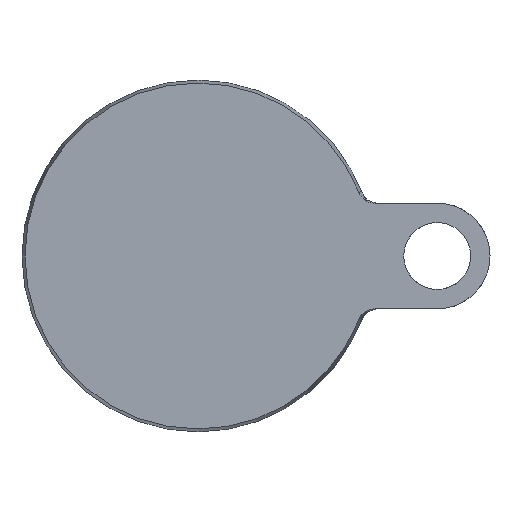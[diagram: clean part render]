
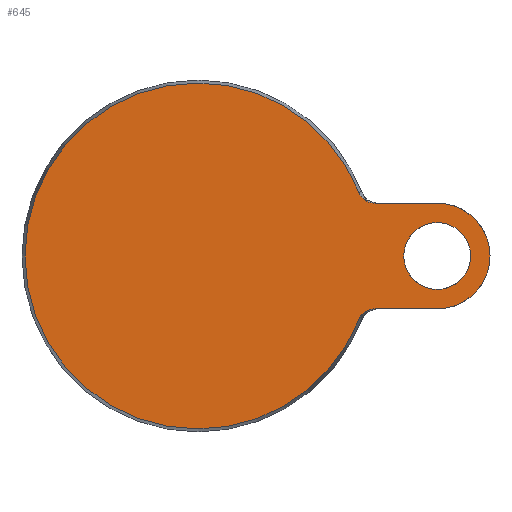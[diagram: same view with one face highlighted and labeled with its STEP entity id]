
A CAD part, front view. The second image highlights one B-rep face of the part: STEP entity #645.
In plain terms, the highlighted planar face has unit normal (0, -1, 0).
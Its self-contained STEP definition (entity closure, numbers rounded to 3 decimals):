
#10 = VERTEX_POINT ( 'NONE', #887 ) ;
#13 = VERTEX_POINT ( 'NONE', #85 ) ;
#19 = ORIENTED_EDGE ( 'NONE', *, *, #989, .T. ) ;
#27 = VERTEX_POINT ( 'NONE', #797 ) ;
#45 = EDGE_CURVE ( 'NONE', #1005, #293, #997, .T. ) ;
#47 = CARTESIAN_POINT ( 'NONE',  ( 49.116, 0., -15.149 ) ) ;
#54 = VERTEX_POINT ( 'NONE', #722 ) ;
#85 = CARTESIAN_POINT ( 'NONE',  ( 68., 0., 15. ) ) ;
#102 = VERTEX_POINT ( 'NONE', #445 ) ;
#128 = CARTESIAN_POINT ( 'NONE',  ( 47.314, 0., -16.005 ) ) ;
#147 = ORIENTED_EDGE ( 'NONE', *, *, #878, .T. ) ;
#157 = CARTESIAN_POINT ( 'NONE',  ( 0., 0., 49.143 ) ) ;
#173 = DIRECTION ( 'NONE',  ( 0., 1., 0. ) ) ;
#179 = DIRECTION ( 'NONE',  ( 0., 0., -1. ) ) ;
#204 = FACE_BOUND ( 'NONE', #229, .T. ) ;
#224 = CARTESIAN_POINT ( 'NONE',  ( 45.848, 0., -17.699 ) ) ;
#226 = CARTESIAN_POINT ( 'NONE',  ( 45.66, 0., 18.169 ) ) ;
#229 = EDGE_LOOP ( 'NONE', ( #19, #303 ) ) ;
#231 = CARTESIAN_POINT ( 'NONE',  ( 46.575, 0., -16.681 ) ) ;
#235 = ORIENTED_EDGE ( 'NONE', *, *, #522, .T. ) ;
#244 = CARTESIAN_POINT ( 'NONE',  ( 47.118, 0., -16.16 ) ) ;
#246 = AXIS2_PLACEMENT_3D ( 'NONE', #504, #945, #865 ) ;
#249 = B_SPLINE_CURVE_WITH_KNOTS ( 'NONE', 3,
 ( #1048, #224, #424, #231, #940, #244, #128, #595, #1035, #675, #1153, #47, #690, #480, #853, #588 ),
 .UNSPECIFIED., .F., .F.,
 ( 4, 2, 2, 2, 2, 2, 2, 4 ),
 ( 0., 0.001, 0.002, 0.003, 0.004, 0.004, 0.005, 0.006 ),
 .UNSPECIFIED. ) ;
#259 = CIRCLE ( 'NONE', #507, 9.5 ) ;
#266 = CARTESIAN_POINT ( 'NONE',  ( 46.58, 0., 16.677 ) ) ;
#273 = CARTESIAN_POINT ( 'NONE',  ( 49.366, 0., 15.074 ) ) ;
#276 = PLANE ( 'NONE',  #606 ) ;
#280 = ORIENTED_EDGE ( 'NONE', *, *, #694, .T. ) ;
#293 = VERTEX_POINT ( 'NONE', #226 ) ;
#303 = ORIENTED_EDGE ( 'NONE', *, *, #662, .T. ) ;
#306 = EDGE_LOOP ( 'NONE', ( #673, #1050, #235, #751, #147, #280, #406, #380 ) ) ;
#345 = CARTESIAN_POINT ( 'NONE',  ( 68., 0., 0. ) ) ;
#348 = DIRECTION ( 'NONE',  ( 0., 0., -1. ) ) ;
#361 = CARTESIAN_POINT ( 'NONE',  ( 68., 0., -15. ) ) ;
#375 = DIRECTION ( 'NONE',  ( 0., 1., 0. ) ) ;
#380 = ORIENTED_EDGE ( 'NONE', *, *, #1119, .F. ) ;
#381 = CARTESIAN_POINT ( 'NONE',  ( 0., 0., -49.143 ) ) ;
#406 = ORIENTED_EDGE ( 'NONE', *, *, #531, .F. ) ;
#417 = AXIS2_PLACEMENT_3D ( 'NONE', #915, #461, #472 ) ;
#418 = EDGE_CURVE ( 'NONE', #953, #813, #715, .T. ) ;
#424 = CARTESIAN_POINT ( 'NONE',  ( 46.1, 0., -17.269 ) ) ;
#445 = CARTESIAN_POINT ( 'NONE',  ( 68., 0., -9.5 ) ) ;
#451 = CARTESIAN_POINT ( 'NONE',  ( 15., 0., 15. ) ) ;
#456 = CARTESIAN_POINT ( 'NONE',  ( 45.66, 0., 18.169 ) ) ;
#459 = DIRECTION ( 'NONE',  ( 0., 0., 1. ) ) ;
#461 = DIRECTION ( 'NONE',  ( 0., -1., 0. ) ) ;
#465 = VECTOR ( 'NONE', #1003, 1000. ) ;
#472 = DIRECTION ( 'NONE',  ( 0., 0., -1. ) ) ;
#480 = CARTESIAN_POINT ( 'NONE',  ( 49.862, 0., -15.019 ) ) ;
#482 = VERTEX_POINT ( 'NONE', #361 ) ;
#504 = CARTESIAN_POINT ( 'NONE',  ( 68., 0., 0. ) ) ;
#507 = AXIS2_PLACEMENT_3D ( 'NONE', #917, #375, #1103 ) ;
#522 = EDGE_CURVE ( 'NONE', #293, #953, #825, .T. ) ;
#531 = EDGE_CURVE ( 'NONE', #482, #27, #814, .T. ) ;
#588 = CARTESIAN_POINT ( 'NONE',  ( 50.366, 0., -15. ) ) ;
#595 = CARTESIAN_POINT ( 'NONE',  ( 47.73, 0., -15.726 ) ) ;
#606 = AXIS2_PLACEMENT_3D ( 'NONE', #638, #913, #459 ) ;
#619 = CARTESIAN_POINT ( 'NONE',  ( 46.751, 0., 16.495 ) ) ;
#638 = CARTESIAN_POINT ( 'NONE',  ( -49.143, 0., 0. ) ) ;
#645 = ADVANCED_FACE ( 'NONE', ( #739, #204 ), #276, .F. ) ;
#646 = CARTESIAN_POINT ( 'NONE',  ( 15., 0., -15. ) ) ;
#662 = EDGE_CURVE ( 'NONE', #10, #102, #259, .T. ) ;
#673 = ORIENTED_EDGE ( 'NONE', *, *, #1096, .F. ) ;
#675 = CARTESIAN_POINT ( 'NONE',  ( 48.405, 0., -15.385 ) ) ;
#690 = CARTESIAN_POINT ( 'NONE',  ( 49.363, 0., -15.093 ) ) ;
#694 = EDGE_CURVE ( 'NONE', #54, #27, #249, .T. ) ;
#711 = CARTESIAN_POINT ( 'NONE',  ( 46.108, 0., 17.258 ) ) ;
#713 = CARTESIAN_POINT ( 'NONE',  ( 48.407, 0., 15.384 ) ) ;
#715 = CIRCLE ( 'NONE', #846, 49.143 ) ;
#722 = CARTESIAN_POINT ( 'NONE',  ( 45.66, 0., -18.169 ) ) ;
#726 = VECTOR ( 'NONE', #890, 1000. ) ;
#728 = CARTESIAN_POINT ( 'NONE',  ( 47.122, 0., 16.157 ) ) ;
#733 = AXIS2_PLACEMENT_3D ( 'NONE', #1168, #979, #348 ) ;
#739 = FACE_OUTER_BOUND ( 'NONE', #306, .T. ) ;
#751 = ORIENTED_EDGE ( 'NONE', *, *, #418, .T. ) ;
#797 = CARTESIAN_POINT ( 'NONE',  ( 50.366, 0., -15. ) ) ;
#813 = VERTEX_POINT ( 'NONE', #381 ) ;
#814 = LINE ( 'NONE', #646, #465 ) ;
#819 = CIRCLE ( 'NONE', #1076, 15. ) ;
#825 = CIRCLE ( 'NONE', #733, 49.143 ) ;
#846 = AXIS2_PLACEMENT_3D ( 'NONE', #902, #897, #179 ) ;
#853 = CARTESIAN_POINT ( 'NONE',  ( 50.113, 0., -15. ) ) ;
#865 = DIRECTION ( 'NONE',  ( 0., 0., 1. ) ) ;
#878 = EDGE_CURVE ( 'NONE', #813, #54, #922, .T. ) ;
#887 = CARTESIAN_POINT ( 'NONE',  ( 68., 0., 9.5 ) ) ;
#890 = DIRECTION ( 'NONE',  ( 1., 0., 0. ) ) ;
#897 = DIRECTION ( 'NONE',  ( 0., -1., 0. ) ) ;
#902 = CARTESIAN_POINT ( 'NONE',  ( 0., 0., 0. ) ) ;
#911 = CARTESIAN_POINT ( 'NONE',  ( 47.955, 0., 15.598 ) ) ;
#913 = DIRECTION ( 'NONE',  ( 0., 1., 0. ) ) ;
#915 = CARTESIAN_POINT ( 'NONE',  ( 0., 0., 0. ) ) ;
#917 = CARTESIAN_POINT ( 'NONE',  ( 68., 0., 0. ) ) ;
#922 = CIRCLE ( 'NONE', #417, 49.143 ) ;
#940 = CARTESIAN_POINT ( 'NONE',  ( 46.749, 0., -16.497 ) ) ;
#945 = DIRECTION ( 'NONE',  ( 0., 1., 0. ) ) ;
#952 = CARTESIAN_POINT ( 'NONE',  ( 50.366, 0., 15. ) ) ;
#953 = VERTEX_POINT ( 'NONE', #157 ) ;
#976 = CARTESIAN_POINT ( 'NONE',  ( 50.366, 0., 15. ) ) ;
#979 = DIRECTION ( 'NONE',  ( 0., -1., 0. ) ) ;
#980 = LINE ( 'NONE', #451, #726 ) ;
#989 = EDGE_CURVE ( 'NONE', #102, #10, #1117, .T. ) ;
#997 = B_SPLINE_CURVE_WITH_KNOTS ( 'NONE', 3,
 ( #976, #1188, #273, #1177, #713, #911, #1085, #1075, #728, #619, #266, #711, #1170, #456 ),
 .UNSPECIFIED., .F., .F.,
 ( 4, 2, 2, 2, 2, 2, 4 ),
 ( 0., 0.001, 0.002, 0.003, 0.004, 0.004, 0.006 ),
 .UNSPECIFIED. ) ;
#1003 = DIRECTION ( 'NONE',  ( -1., 0., 0. ) ) ;
#1005 = VERTEX_POINT ( 'NONE', #952 ) ;
#1035 = CARTESIAN_POINT ( 'NONE',  ( 47.952, 0., -15.6 ) ) ;
#1048 = CARTESIAN_POINT ( 'NONE',  ( 45.66, 0., -18.169 ) ) ;
#1050 = ORIENTED_EDGE ( 'NONE', *, *, #45, .T. ) ;
#1075 = CARTESIAN_POINT ( 'NONE',  ( 47.322, 0., 16. ) ) ;
#1076 = AXIS2_PLACEMENT_3D ( 'NONE', #345, #173, #1174 ) ;
#1085 = CARTESIAN_POINT ( 'NONE',  ( 47.738, 0., 15.721 ) ) ;
#1096 = EDGE_CURVE ( 'NONE', #1005, #13, #980, .T. ) ;
#1103 = DIRECTION ( 'NONE',  ( 0., 0., 1. ) ) ;
#1117 = CIRCLE ( 'NONE', #246, 9.5 ) ;
#1119 = EDGE_CURVE ( 'NONE', #13, #482, #819, .T. ) ;
#1153 = CARTESIAN_POINT ( 'NONE',  ( 48.637, 0., -15.295 ) ) ;
#1168 = CARTESIAN_POINT ( 'NONE',  ( 0., 0., 0. ) ) ;
#1170 = CARTESIAN_POINT ( 'NONE',  ( 45.848, 0., 17.699 ) ) ;
#1174 = DIRECTION ( 'NONE',  ( 0., 0., -1. ) ) ;
#1177 = CARTESIAN_POINT ( 'NONE',  ( 48.644, 0., 15.292 ) ) ;
#1188 = CARTESIAN_POINT ( 'NONE',  ( 49.86, 0., 15. ) ) ;
